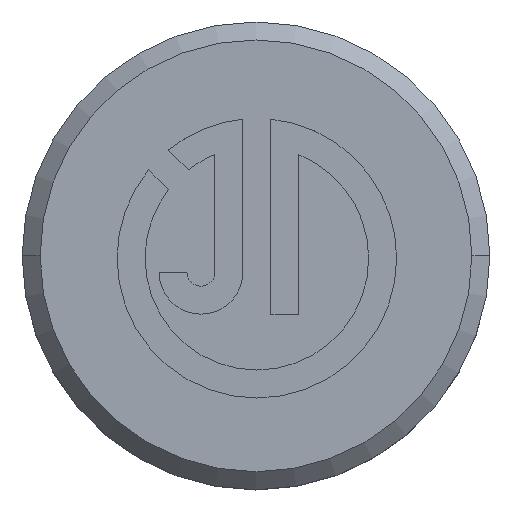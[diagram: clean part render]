
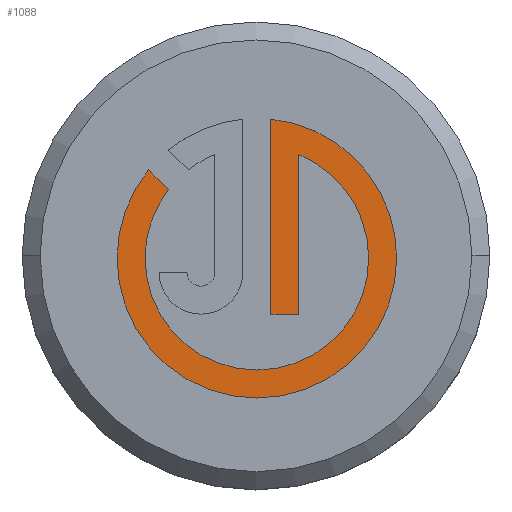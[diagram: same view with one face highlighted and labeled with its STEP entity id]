
A CAD part, top view. The second image highlights one B-rep face of the part: STEP entity #1088.
In plain terms, the highlighted planar face has unit normal (0, 0, 1).
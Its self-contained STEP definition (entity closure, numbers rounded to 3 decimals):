
#8 = CARTESIAN_POINT ( 'NONE',  ( -2.983, 2.392, 59.9 ) ) ;
#48 = EDGE_CURVE ( 'NONE', #1620, #392, #153, .T. ) ;
#64 = DIRECTION ( 'NONE',  ( -1., 0., 0. ) ) ;
#102 = DIRECTION ( 'NONE',  ( 0., 0., 1. ) ) ;
#107 = VERTEX_POINT ( 'NONE', #553 ) ;
#114 = VECTOR ( 'NONE', #1960, 1000. ) ;
#119 = VERTEX_POINT ( 'NONE', #1216 ) ;
#121 = DIRECTION ( 'NONE',  ( 0., 1., 0. ) ) ;
#146 = VERTEX_POINT ( 'NONE', #8 ) ;
#153 = CIRCLE ( 'NONE', #1901, 3.885 ) ;
#214 = DIRECTION ( 'NONE',  ( 0., 0., 1. ) ) ;
#246 = EDGE_CURVE ( 'NONE', #842, #1104, #412, .T. ) ;
#268 = VECTOR ( 'NONE', #121, 1000. ) ;
#296 = CARTESIAN_POINT ( 'NONE',  ( -2.431, 1.839, 59.9 ) ) ;
#297 = ORIENTED_EDGE ( 'NONE', *, *, #1588, .T. ) ;
#298 = EDGE_CURVE ( 'NONE', #1045, #119, #1921, .T. ) ;
#303 = CARTESIAN_POINT ( 'NONE',  ( 3.909, -0.066, 59.9 ) ) ;
#307 = LINE ( 'NONE', #732, #268 ) ;
#331 = CARTESIAN_POINT ( 'NONE',  ( -2.431, 1.839, 59.9 ) ) ;
#391 = CARTESIAN_POINT ( 'NONE',  ( 0.413, -1.62, 59.9 ) ) ;
#392 = VERTEX_POINT ( 'NONE', #797 ) ;
#403 = ORIENTED_EDGE ( 'NONE', *, *, #1647, .T. ) ;
#412 = CIRCLE ( 'NONE', #1154, 3.108 ) ;
#435 = EDGE_CURVE ( 'NONE', #107, #1620, #974, .T. ) ;
#453 = DIRECTION ( 'NONE',  ( 0., 0., -1. ) ) ;
#459 = EDGE_CURVE ( 'NONE', #1598, #842, #1280, .T. ) ;
#525 = ORIENTED_EDGE ( 'NONE', *, *, #1204, .T. ) ;
#527 = DIRECTION ( 'NONE',  ( 0., 0., 1. ) ) ;
#553 = CARTESIAN_POINT ( 'NONE',  ( -3.86, -0.066, 59.9 ) ) ;
#567 = LINE ( 'NONE', #296, #1362 ) ;
#610 = VERTEX_POINT ( 'NONE', #331 ) ;
#687 = DIRECTION ( 'NONE',  ( 0., 0., -1. ) ) ;
#708 = CARTESIAN_POINT ( 'NONE',  ( 0., 0., 59.9 ) ) ;
#732 = CARTESIAN_POINT ( 'NONE',  ( 1.19, 0., 59.9 ) ) ;
#742 = EDGE_CURVE ( 'NONE', #146, #107, #1608, .T. ) ;
#746 = ORIENTED_EDGE ( 'NONE', *, *, #246, .T. ) ;
#752 = CARTESIAN_POINT ( 'NONE',  ( 1.19, 2.815, 59.9 ) ) ;
#794 = AXIS2_PLACEMENT_3D ( 'NONE', #708, #102, #1165 ) ;
#797 = CARTESIAN_POINT ( 'NONE',  ( 0.413, 3.799, 59.9 ) ) ;
#842 = VERTEX_POINT ( 'NONE', #1764 ) ;
#885 = EDGE_LOOP ( 'NONE', ( #1431, #746, #1187, #297, #1129, #981, #1747, #403, #1710, #525 ) ) ;
#899 = AXIS2_PLACEMENT_3D ( 'NONE', #1115, #214, #1263 ) ;
#969 = DIRECTION ( 'NONE',  ( 0., 0., -1. ) ) ;
#974 = CIRCLE ( 'NONE', #899, 3.885 ) ;
#981 = ORIENTED_EDGE ( 'NONE', *, *, #435, .T. ) ;
#991 = EDGE_CURVE ( 'NONE', #1104, #610, #1345, .T. ) ;
#1018 = CARTESIAN_POINT ( 'NONE',  ( -3.083, -0.066, 59.9 ) ) ;
#1045 = VERTEX_POINT ( 'NONE', #391 ) ;
#1088 = ADVANCED_FACE ( 'NONE', ( #1649 ), #1754, .T. ) ;
#1104 = VERTEX_POINT ( 'NONE', #1018 ) ;
#1111 = AXIS2_PLACEMENT_3D ( 'NONE', #1876, #969, #64 ) ;
#1112 = VECTOR ( 'NONE', #1669, 1000. ) ;
#1115 = CARTESIAN_POINT ( 'NONE',  ( 0.025, -0.066, 59.9 ) ) ;
#1129 = ORIENTED_EDGE ( 'NONE', *, *, #742, .T. ) ;
#1154 = AXIS2_PLACEMENT_3D ( 'NONE', #1359, #453, #1502 ) ;
#1165 = DIRECTION ( 'NONE',  ( 1., 0., 0. ) ) ;
#1187 = ORIENTED_EDGE ( 'NONE', *, *, #991, .T. ) ;
#1204 = EDGE_CURVE ( 'NONE', #119, #1598, #307, .T. ) ;
#1216 = CARTESIAN_POINT ( 'NONE',  ( 1.19, -1.62, 59.9 ) ) ;
#1263 = DIRECTION ( 'NONE',  ( 1., 0., 0. ) ) ;
#1280 = CIRCLE ( 'NONE', #1111, 3.108 ) ;
#1345 = CIRCLE ( 'NONE', #1748, 3.108 ) ;
#1359 = CARTESIAN_POINT ( 'NONE',  ( 0.025, -0.066, 59.9 ) ) ;
#1362 = VECTOR ( 'NONE', #1645, 1000. ) ;
#1430 = CARTESIAN_POINT ( 'NONE',  ( 0.025, -0.066, 59.9 ) ) ;
#1431 = ORIENTED_EDGE ( 'NONE', *, *, #459, .T. ) ;
#1499 = CARTESIAN_POINT ( 'NONE',  ( 0.413, 0., 59.9 ) ) ;
#1502 = DIRECTION ( 'NONE',  ( -1., 0., 0. ) ) ;
#1579 = DIRECTION ( 'NONE',  ( 1., 0., 0. ) ) ;
#1581 = CARTESIAN_POINT ( 'NONE',  ( 0.025, -0.066, 59.9 ) ) ;
#1588 = EDGE_CURVE ( 'NONE', #610, #146, #567, .T. ) ;
#1598 = VERTEX_POINT ( 'NONE', #752 ) ;
#1608 = CIRCLE ( 'NONE', #1783, 3.885 ) ;
#1620 = VERTEX_POINT ( 'NONE', #303 ) ;
#1645 = DIRECTION ( 'NONE',  ( -0.707, 0.707, 0. ) ) ;
#1647 = EDGE_CURVE ( 'NONE', #392, #1045, #1772, .T. ) ;
#1649 = FACE_OUTER_BOUND ( 'NONE', #885, .T. ) ;
#1669 = DIRECTION ( 'NONE',  ( 1., 0., 0. ) ) ;
#1710 = ORIENTED_EDGE ( 'NONE', *, *, #298, .T. ) ;
#1738 = DIRECTION ( 'NONE',  ( -1., 0., 0. ) ) ;
#1747 = ORIENTED_EDGE ( 'NONE', *, *, #48, .T. ) ;
#1748 = AXIS2_PLACEMENT_3D ( 'NONE', #1581, #687, #1738 ) ;
#1754 = PLANE ( 'NONE',  #794 ) ;
#1758 = DIRECTION ( 'NONE',  ( 1., 0., 0. ) ) ;
#1764 = CARTESIAN_POINT ( 'NONE',  ( 3.132, -0.066, 59.9 ) ) ;
#1772 = LINE ( 'NONE', #1499, #114 ) ;
#1783 = AXIS2_PLACEMENT_3D ( 'NONE', #1430, #527, #1579 ) ;
#1820 = CARTESIAN_POINT ( 'NONE',  ( 0., -1.62, 59.9 ) ) ;
#1876 = CARTESIAN_POINT ( 'NONE',  ( 0.025, -0.066, 59.9 ) ) ;
#1891 = DIRECTION ( 'NONE',  ( 0., 0., 1. ) ) ;
#1899 = CARTESIAN_POINT ( 'NONE',  ( 0.025, -0.066, 59.9 ) ) ;
#1901 = AXIS2_PLACEMENT_3D ( 'NONE', #1899, #1891, #1758 ) ;
#1921 = LINE ( 'NONE', #1820, #1112 ) ;
#1960 = DIRECTION ( 'NONE',  ( 0., -1., 0. ) ) ;
